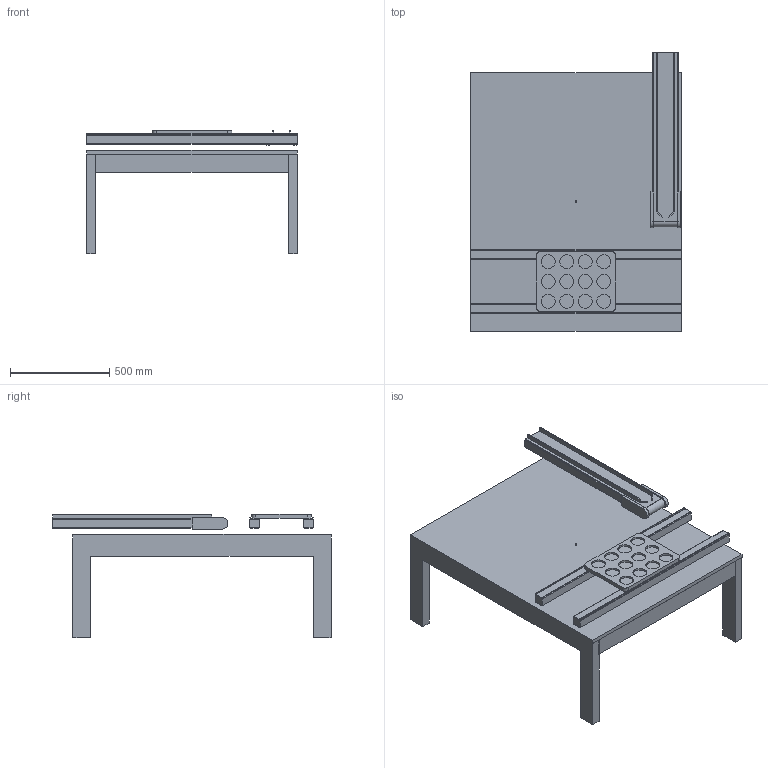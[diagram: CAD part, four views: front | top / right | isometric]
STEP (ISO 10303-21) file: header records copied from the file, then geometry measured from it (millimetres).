
FILE_DESCRIPTION(/* description */ ('Unknown','CAx-IF Rec.Pracs.---Representation and Presentation of Product Manufacturing Information (PMI)---4.0---2014-10-13','CAx-IF Rec.Pracs.---3D Tessellated Geometry---0.4---2014-09-14','2;1'),/* implementation_level */ '2;1');
FILE_NAME(/* name */ 'stul',/* time_stamp */ '2023-04-20T13:53:50+02:00',/* author */ ('Unknown'),/* organization */ ('Unknown'),/* preprocessor_version */ 'ST-DEVELOPER v18.102',/* originating_system */ 'Solid Edge',/* authorisation */ 'Unknown');
FILE_SCHEMA (('AP242_MANAGED_MODEL_BASED_3D_ENGINEERING_MIM_LF { 1 0 10303 442 1 1 4 }'));
Length unit declared in the file: millimetre
Products named in the file (1): stul
Bounding box: 1060 x 1400 x 621 mm (x, y, z)
Volume: 60926928.9 mm3; surface area: 5890143.1 mm2
Topology: 9 solids, 9 shells, 159 faces, 375 edges, 246 vertices
Faces by surface type: plane 138, cylinder 21
Full cylindrical faces by diameter (mm): 10 x1, 70 x12
Entity records: 5420 total; most frequent: CARTESIAN_POINT 769, DIRECTION 726, ORIENTED_EDGE 724, EDGE_CURVE 362, LINE 320, VECTOR 320, VERTEX_POINT 246, AXIS2_PLACEMENT_3D 203
